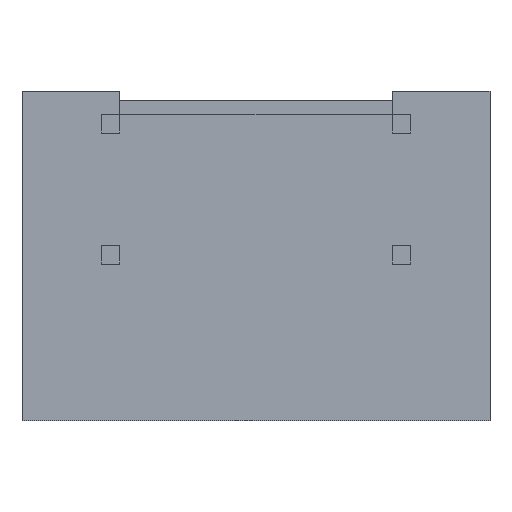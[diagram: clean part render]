
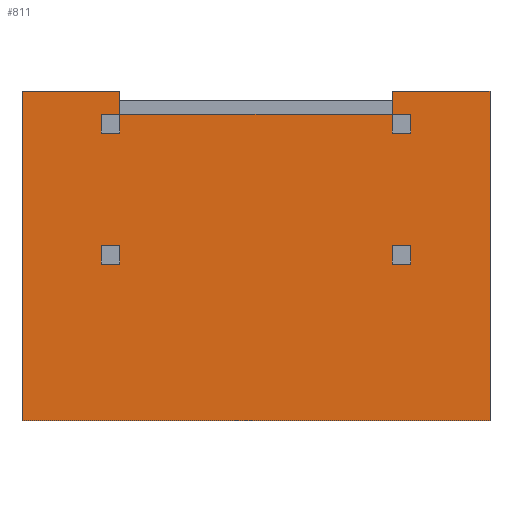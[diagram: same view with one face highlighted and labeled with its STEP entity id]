
A CAD part, front view. The second image highlights one B-rep face of the part: STEP entity #811.
In plain terms, the highlighted planar face has unit normal (0, -1, 0).
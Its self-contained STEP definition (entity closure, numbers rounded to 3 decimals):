
#41=FACE_BOUND('',#103,.T.);
#42=FACE_BOUND('',#104,.T.);
#54=FACE_OUTER_BOUND('',#102,.T.);
#102=EDGE_LOOP('',(#574,#575,#576,#577,#578,#579,#580,#581,#582,#583,#584,
#585,#586,#587,#588,#589));
#103=EDGE_LOOP('',(#590,#591,#592,#593));
#104=EDGE_LOOP('',(#594,#595,#596,#597));
#143=LINE('',#1154,#246);
#147=LINE('',#1162,#250);
#150=LINE('',#1168,#253);
#153=LINE('',#1173,#256);
#155=LINE('',#1179,#258);
#159=LINE('',#1187,#262);
#162=LINE('',#1193,#265);
#165=LINE('',#1198,#268);
#167=LINE('',#1204,#270);
#168=LINE('',#1206,#271);
#169=LINE('',#1208,#272);
#170=LINE('',#1210,#273);
#171=LINE('',#1212,#274);
#172=LINE('',#1213,#275);
#173=LINE('',#1214,#276);
#174=LINE('',#1216,#277);
#175=LINE('',#1218,#278);
#176=LINE('',#1220,#279);
#177=LINE('',#1222,#280);
#178=LINE('',#1223,#281);
#179=LINE('',#1226,#282);
#180=LINE('',#1228,#283);
#181=LINE('',#1230,#284);
#182=LINE('',#1231,#285);
#246=VECTOR('',#930,10.);
#250=VECTOR('',#936,10.);
#253=VECTOR('',#941,10.);
#256=VECTOR('',#946,10.);
#258=VECTOR('',#952,10.);
#262=VECTOR('',#958,10.);
#265=VECTOR('',#963,10.);
#268=VECTOR('',#968,10.);
#270=VECTOR('',#974,10.);
#271=VECTOR('',#975,10.);
#272=VECTOR('',#976,10.);
#273=VECTOR('',#977,10.);
#274=VECTOR('',#978,10.);
#275=VECTOR('',#979,10.);
#276=VECTOR('',#980,10.);
#277=VECTOR('',#981,10.);
#278=VECTOR('',#982,10.);
#279=VECTOR('',#983,10.);
#280=VECTOR('',#984,10.);
#281=VECTOR('',#985,10.);
#282=VECTOR('',#986,10.);
#283=VECTOR('',#987,10.);
#284=VECTOR('',#988,10.);
#285=VECTOR('',#989,10.);
#349=VERTEX_POINT('',#1152);
#350=VERTEX_POINT('',#1153);
#353=VERTEX_POINT('',#1161);
#355=VERTEX_POINT('',#1167);
#357=VERTEX_POINT('',#1177);
#358=VERTEX_POINT('',#1178);
#361=VERTEX_POINT('',#1186);
#363=VERTEX_POINT('',#1192);
#365=VERTEX_POINT('',#1202);
#366=VERTEX_POINT('',#1203);
#367=VERTEX_POINT('',#1205);
#368=VERTEX_POINT('',#1207);
#369=VERTEX_POINT('',#1209);
#370=VERTEX_POINT('',#1211);
#371=VERTEX_POINT('',#1215);
#372=VERTEX_POINT('',#1217);
#373=VERTEX_POINT('',#1219);
#374=VERTEX_POINT('',#1221);
#375=VERTEX_POINT('',#1224);
#376=VERTEX_POINT('',#1225);
#377=VERTEX_POINT('',#1227);
#378=VERTEX_POINT('',#1229);
#421=EDGE_CURVE('',#349,#350,#143,.T.);
#425=EDGE_CURVE('',#350,#353,#147,.T.);
#428=EDGE_CURVE('',#353,#355,#150,.T.);
#431=EDGE_CURVE('',#355,#349,#153,.T.);
#433=EDGE_CURVE('',#357,#358,#155,.T.);
#437=EDGE_CURVE('',#358,#361,#159,.T.);
#440=EDGE_CURVE('',#361,#363,#162,.T.);
#443=EDGE_CURVE('',#363,#357,#165,.T.);
#445=EDGE_CURVE('',#365,#366,#167,.T.);
#446=EDGE_CURVE('',#365,#367,#168,.T.);
#447=EDGE_CURVE('',#367,#368,#169,.T.);
#448=EDGE_CURVE('',#368,#369,#170,.T.);
#449=EDGE_CURVE('',#369,#370,#171,.T.);
#450=EDGE_CURVE('',#370,#367,#172,.T.);
#451=EDGE_CURVE('',#367,#363,#173,.T.);
#452=EDGE_CURVE('',#363,#371,#174,.T.);
#453=EDGE_CURVE('',#372,#371,#175,.T.);
#454=EDGE_CURVE('',#373,#372,#176,.T.);
#455=EDGE_CURVE('',#374,#373,#177,.T.);
#456=EDGE_CURVE('',#366,#374,#178,.T.);
#457=EDGE_CURVE('',#375,#376,#179,.T.);
#458=EDGE_CURVE('',#376,#377,#180,.T.);
#459=EDGE_CURVE('',#377,#378,#181,.T.);
#460=EDGE_CURVE('',#378,#375,#182,.T.);
#574=ORIENTED_EDGE('',*,*,#445,.F.);
#575=ORIENTED_EDGE('',*,*,#446,.T.);
#576=ORIENTED_EDGE('',*,*,#447,.T.);
#577=ORIENTED_EDGE('',*,*,#448,.T.);
#578=ORIENTED_EDGE('',*,*,#449,.T.);
#579=ORIENTED_EDGE('',*,*,#450,.T.);
#580=ORIENTED_EDGE('',*,*,#451,.T.);
#581=ORIENTED_EDGE('',*,*,#443,.T.);
#582=ORIENTED_EDGE('',*,*,#433,.T.);
#583=ORIENTED_EDGE('',*,*,#437,.T.);
#584=ORIENTED_EDGE('',*,*,#440,.T.);
#585=ORIENTED_EDGE('',*,*,#452,.T.);
#586=ORIENTED_EDGE('',*,*,#453,.F.);
#587=ORIENTED_EDGE('',*,*,#454,.F.);
#588=ORIENTED_EDGE('',*,*,#455,.F.);
#589=ORIENTED_EDGE('',*,*,#456,.F.);
#590=ORIENTED_EDGE('',*,*,#421,.T.);
#591=ORIENTED_EDGE('',*,*,#425,.T.);
#592=ORIENTED_EDGE('',*,*,#428,.T.);
#593=ORIENTED_EDGE('',*,*,#431,.T.);
#594=ORIENTED_EDGE('',*,*,#457,.T.);
#595=ORIENTED_EDGE('',*,*,#458,.T.);
#596=ORIENTED_EDGE('',*,*,#459,.T.);
#597=ORIENTED_EDGE('',*,*,#460,.T.);
#770=PLANE('',#875);
#811=ADVANCED_FACE('',(#54,#41,#42),#770,.F.);
#875=AXIS2_PLACEMENT_3D('',#1201,#972,#973);
#930=DIRECTION('',(0.,0.,-1.));
#936=DIRECTION('',(-1.,0.,0.));
#941=DIRECTION('',(0.,0.,1.));
#946=DIRECTION('',(1.,0.,0.));
#952=DIRECTION('',(1.,0.,0.));
#958=DIRECTION('',(0.,0.,-1.));
#963=DIRECTION('',(-1.,0.,0.));
#968=DIRECTION('',(0.,0.,1.));
#972=DIRECTION('center_axis',(0.,1.,0.));
#973=DIRECTION('ref_axis',(1.,0.,0.));
#974=DIRECTION('',(-1.,0.,0.));
#975=DIRECTION('',(0.,0.,1.));
#976=DIRECTION('',(-1.,0.,0.));
#977=DIRECTION('',(0.,0.,1.));
#978=DIRECTION('',(1.,0.,0.));
#979=DIRECTION('',(0.,0.,-1.));
#980=DIRECTION('',(1.,0.,0.));
#981=DIRECTION('',(0.,0.,-1.));
#982=DIRECTION('',(-1.,0.,0.));
#983=DIRECTION('',(0.,0.,-1.));
#984=DIRECTION('',(1.,0.,0.));
#985=DIRECTION('',(0.,0.,1.));
#986=DIRECTION('',(0.,0.,-1.));
#987=DIRECTION('',(-1.,0.,0.));
#988=DIRECTION('',(0.,0.,1.));
#989=DIRECTION('',(1.,0.,0.));
#1152=CARTESIAN_POINT('',(18.608,0.,78.355));
#1153=CARTESIAN_POINT('',(18.608,0.,75.355));
#1154=CARTESIAN_POINT('',(18.608,0.,76.205));
#1161=CARTESIAN_POINT('',(15.608,0.,75.355));
#1162=CARTESIAN_POINT('',(28.008,0.,75.355));
#1167=CARTESIAN_POINT('',(15.608,0.,78.355));
#1168=CARTESIAN_POINT('',(15.608,0.,77.705));
#1173=CARTESIAN_POINT('',(29.508,0.,78.355));
#1177=CARTESIAN_POINT('',(62.208,0.,57.355));
#1178=CARTESIAN_POINT('',(65.208,0.,57.355));
#1179=CARTESIAN_POINT('',(52.808,0.,57.355));
#1186=CARTESIAN_POINT('',(65.208,0.,54.355));
#1187=CARTESIAN_POINT('',(65.208,0.,65.705));
#1192=CARTESIAN_POINT('',(62.208,0.,54.355));
#1193=CARTESIAN_POINT('',(51.308,0.,54.355));
#1198=CARTESIAN_POINT('',(62.208,0.,67.205));
#1201=CARTESIAN_POINT('Origin',(40.408,0.,77.055));
#1202=CARTESIAN_POINT('',(18.608,0.,50.655));
#1203=CARTESIAN_POINT('',(2.908,0.,50.655));
#1204=CARTESIAN_POINT('',(77.908,0.,50.655));
#1205=CARTESIAN_POINT('',(18.608,0.,54.355));
#1206=CARTESIAN_POINT('',(18.608,0.,50.655));
#1207=CARTESIAN_POINT('',(15.608,0.,54.355));
#1208=CARTESIAN_POINT('',(28.008,0.,54.355));
#1209=CARTESIAN_POINT('',(15.608,0.,57.355));
#1210=CARTESIAN_POINT('',(15.608,0.,67.205));
#1211=CARTESIAN_POINT('',(18.608,0.,57.355));
#1212=CARTESIAN_POINT('',(29.508,0.,57.355));
#1213=CARTESIAN_POINT('',(18.608,0.,65.705));
#1214=CARTESIAN_POINT('',(18.608,0.,54.355));
#1215=CARTESIAN_POINT('',(62.208,0.,50.655));
#1216=CARTESIAN_POINT('',(62.208,0.,54.355));
#1217=CARTESIAN_POINT('',(77.908,0.,50.655));
#1218=CARTESIAN_POINT('',(77.908,0.,50.655));
#1219=CARTESIAN_POINT('',(77.908,0.,103.455));
#1220=CARTESIAN_POINT('',(77.908,0.,103.455));
#1221=CARTESIAN_POINT('',(2.908,0.,103.455));
#1222=CARTESIAN_POINT('',(2.908,0.,103.455));
#1223=CARTESIAN_POINT('',(2.908,0.,50.655));
#1224=CARTESIAN_POINT('',(65.208,0.,78.355));
#1225=CARTESIAN_POINT('',(65.208,0.,75.355));
#1226=CARTESIAN_POINT('',(65.208,0.,76.205));
#1227=CARTESIAN_POINT('',(62.208,0.,75.355));
#1228=CARTESIAN_POINT('',(51.308,0.,75.355));
#1229=CARTESIAN_POINT('',(62.208,0.,78.355));
#1230=CARTESIAN_POINT('',(62.208,0.,77.705));
#1231=CARTESIAN_POINT('',(52.808,0.,78.355));
